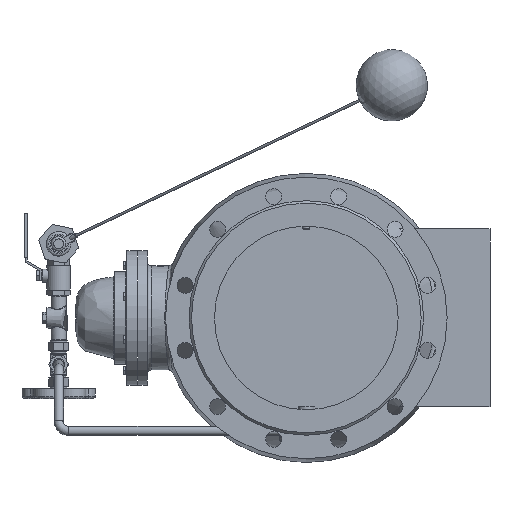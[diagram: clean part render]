
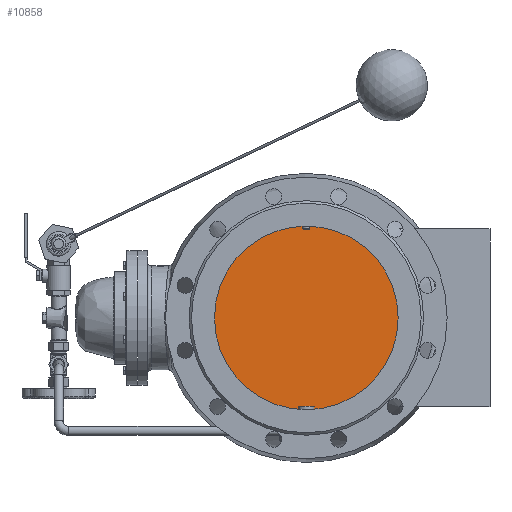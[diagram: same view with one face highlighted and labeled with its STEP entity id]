
A CAD part, left-side view. The second image highlights one B-rep face of the part: STEP entity #10858.
In plain terms, the highlighted planar face has unit normal (-1, 0, 0).
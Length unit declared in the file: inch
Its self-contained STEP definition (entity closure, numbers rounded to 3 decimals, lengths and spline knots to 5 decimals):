
#919=FACE_OUTER_BOUND('',#1608,.T.);
#1608=EDGE_LOOP('',(#7201));
#2344=CIRCLE('',#11690,150.);
#4403=VERTEX_POINT('',#16183);
#5410=EDGE_CURVE('',#4403,#4403,#2344,.T.);
#7201=ORIENTED_EDGE('',*,*,#5410,.F.);
#10149=PLANE('',#11792);
#10858=ADVANCED_FACE('',(#919),#10149,.T.);
#11690=AXIS2_PLACEMENT_3D('',#16184,#12951,#12952);
#11792=AXIS2_PLACEMENT_3D('',#16781,#13204,#13205);
#12951=DIRECTION('center_axis',(1.,0.,0.));
#12952=DIRECTION('ref_axis',(0.,-1.,0.));
#13204=DIRECTION('center_axis',(-1.,0.,0.));
#13205=DIRECTION('ref_axis',(0.,0.,-1.));
#16183=CARTESIAN_POINT('',(-127.73049,150.,0.));
#16184=CARTESIAN_POINT('Origin',(-127.73049,0.,0.));
#16781=CARTESIAN_POINT('Origin',(-127.73049,0.,145.33593));
